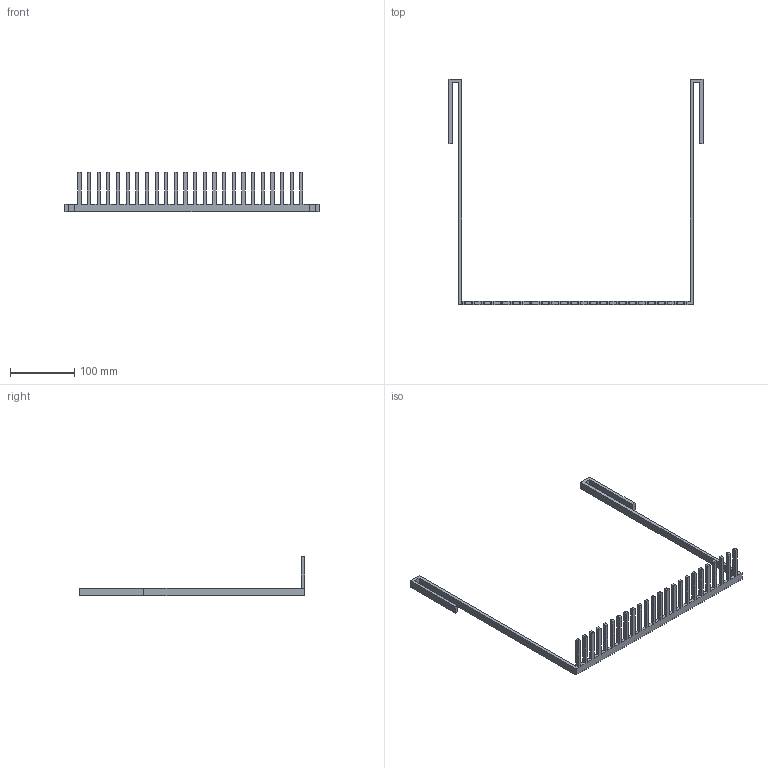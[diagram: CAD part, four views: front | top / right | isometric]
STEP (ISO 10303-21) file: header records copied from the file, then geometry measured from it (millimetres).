
FILE_DESCRIPTION (( 'STEP AP214' ), '1' );
FILE_NAME ('Bac v1.STEP', '2024-10-04T15:49:29', ( 'Adminlocal' ), ( '' ), 'SwSTEP 2.0', 'SolidWorks 2024', '' );
FILE_SCHEMA (( 'AUTOMOTIVE_DESIGN' ));
Length unit declared in the file: millimetre
Products named in the file (1): Bac v1
Bounding box: 395 x 350 x 62 mm (x, y, z)
Volume: 106448.5 mm3; surface area: 67346.4 mm2
Topology: 1 solids, 1 shells, 162 faces, 479 edges, 319 vertices
Faces by surface type: plane 114, cylinder 48
Entity records: 5414 total; most frequent: CARTESIAN_POINT 961, ORIENTED_EDGE 958, DIRECTION 901, EDGE_CURVE 479, LINE 383, VECTOR 383, VERTEX_POINT 319, AXIS2_PLACEMENT_3D 259
